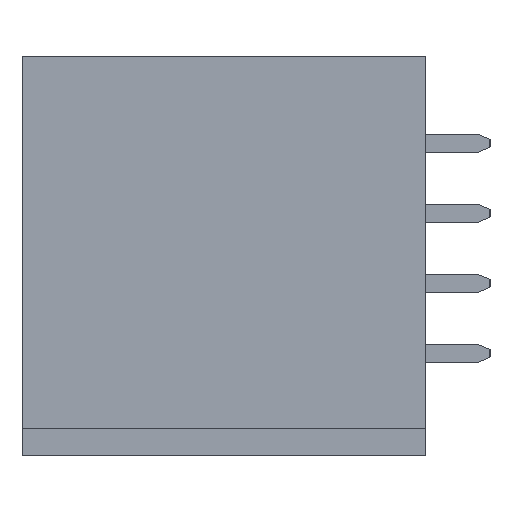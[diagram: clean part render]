
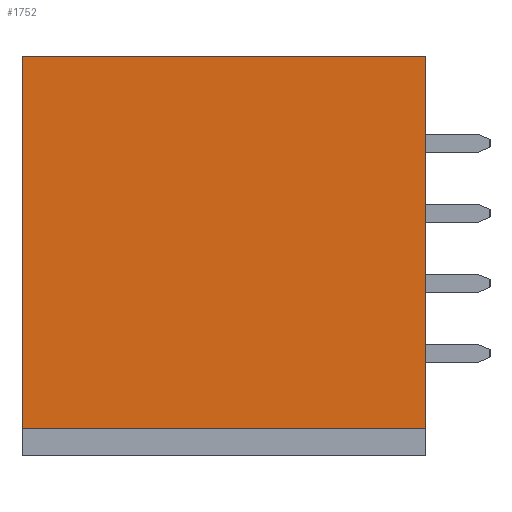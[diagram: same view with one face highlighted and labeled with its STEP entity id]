
A CAD part, left-side view. The second image highlights one B-rep face of the part: STEP entity #1752.
In plain terms, the highlighted planar face has unit normal (-1, 0, 0).
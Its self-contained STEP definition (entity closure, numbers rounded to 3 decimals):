
#1752 = ADVANCED_FACE( '', ( #3832 ), #3833, .F. );
#3832 = FACE_OUTER_BOUND( '', #6256, .T. );
#3833 = PLANE( '', #6257 );
#6256 = EDGE_LOOP( '', ( #11449, #11450, #11451, #11452 ) );
#6257 = AXIS2_PLACEMENT_3D( '', #11453, #11454, #11455 );
#11449 = ORIENTED_EDGE( '', *, *, #15738, .T. );
#11450 = ORIENTED_EDGE( '', *, *, #17165, .F. );
#11451 = ORIENTED_EDGE( '', *, *, #16881, .F. );
#11452 = ORIENTED_EDGE( '', *, *, #17166, .T. );
#11453 = CARTESIAN_POINT( '', ( -26.035, 14.62, -6.25 ) );
#11454 = DIRECTION( '', ( 1., 0., 0. ) );
#11455 = DIRECTION( '', ( 0., 0., -1. ) );
#15738 = EDGE_CURVE( '', #19332, #19330, #19333, .T. );
#16881 = EDGE_CURVE( '', #21123, #21125, #21126, .T. );
#17165 = EDGE_CURVE( '', #21125, #19330, #21505, .T. );
#17166 = EDGE_CURVE( '', #21123, #19332, #21506, .T. );
#19330 = VERTEX_POINT( '', #24403 );
#19332 = VERTEX_POINT( '', #24406 );
#19333 = LINE( '', #24407, #24408 );
#21123 = VERTEX_POINT( '', #27068 );
#21125 = VERTEX_POINT( '', #27071 );
#21126 = LINE( '', #27072, #27073 );
#21505 = LINE( '', #27642, #27643 );
#21506 = LINE( '', #27644, #27645 );
#24403 = CARTESIAN_POINT( '', ( -26.035, 0., 7.25 ) );
#24406 = CARTESIAN_POINT( '', ( -26.035, 0., -6.25 ) );
#24407 = CARTESIAN_POINT( '', ( -26.035, 0., -6.25 ) );
#24408 = VECTOR( '', #29734, 1000. );
#27068 = CARTESIAN_POINT( '', ( -26.035, 14.62, -6.25 ) );
#27071 = CARTESIAN_POINT( '', ( -26.035, 14.62, 7.25 ) );
#27072 = CARTESIAN_POINT( '', ( -26.035, 14.62, -6.25 ) );
#27073 = VECTOR( '', #30744, 1000. );
#27642 = CARTESIAN_POINT( '', ( -26.035, 14.62, 7.25 ) );
#27643 = VECTOR( '', #30983, 1000. );
#27644 = CARTESIAN_POINT( '', ( -26.035, 14.62, -6.25 ) );
#27645 = VECTOR( '', #30984, 1000. );
#29734 = DIRECTION( '', ( 0., 0., 1. ) );
#30744 = DIRECTION( '', ( 0., 0., 1. ) );
#30983 = DIRECTION( '', ( 0., -1., 0. ) );
#30984 = DIRECTION( '', ( 0., -1., 0. ) );
